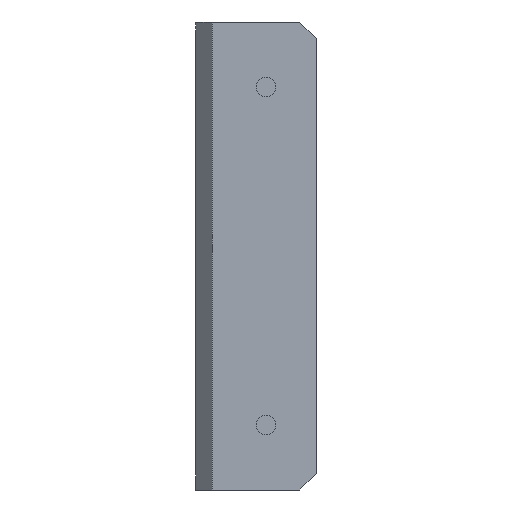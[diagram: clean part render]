
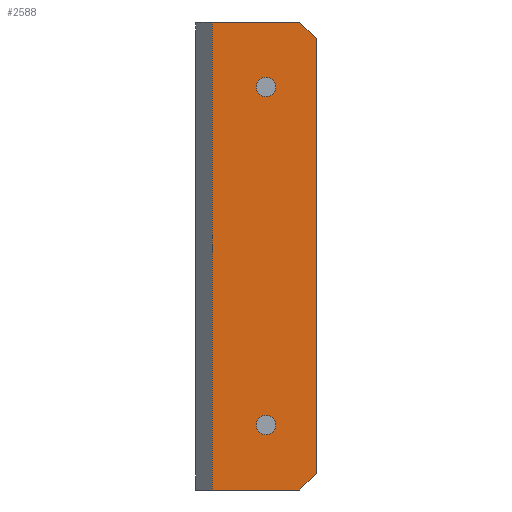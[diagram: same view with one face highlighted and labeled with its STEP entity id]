
A CAD part, front view. The second image highlights one B-rep face of the part: STEP entity #2588.
In plain terms, the highlighted planar face has unit normal (0, -1, 0).
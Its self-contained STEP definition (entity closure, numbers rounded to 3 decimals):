
#44 = PLANE('',#45);
#45 = AXIS2_PLACEMENT_3D('',#46,#47,#48);
#46 = CARTESIAN_POINT('',(3.169,31.816,72.));
#47 = DIRECTION('',(0.,0.,1.));
#48 = DIRECTION('',(1.,0.,0.));
#158 = PLANE('',#159);
#159 = AXIS2_PLACEMENT_3D('',#160,#161,#162);
#160 = CARTESIAN_POINT('',(3.169,31.816,0.));
#161 = DIRECTION('',(-0.,-0.,-1.));
#162 = DIRECTION('',(-1.,0.,0.));
#184 = PLANE('',#185);
#185 = AXIS2_PLACEMENT_3D('',#186,#187,#188);
#186 = CARTESIAN_POINT('',(-2.25,1.25,0.));
#187 = DIRECTION('',(0.707,0.707,0.));
#188 = DIRECTION('',(0.,0.,1.));
#900 = VERTEX_POINT('',#901);
#901 = CARTESIAN_POINT('',(-1.,0.,72.));
#922 = EDGE_CURVE('',#900,#923,#925,.T.);
#923 = VERTEX_POINT('',#924);
#924 = CARTESIAN_POINT('',(12.5,0.,72.));
#925 = SURFACE_CURVE('',#926,(#930,#937),.PCURVE_S1.);
#926 = LINE('',#927,#928);
#927 = CARTESIAN_POINT('',(-3.5,0.,72.));
#928 = VECTOR('',#929,1.);
#929 = DIRECTION('',(1.,0.,0.));
#930 = PCURVE('',#44,#931);
#931 = DEFINITIONAL_REPRESENTATION('',(#932),#936);
#932 = LINE('',#933,#934);
#933 = CARTESIAN_POINT('',(-6.669,-31.816));
#934 = VECTOR('',#935,1.);
#935 = DIRECTION('',(1.,0.));
#936 = ( GEOMETRIC_REPRESENTATION_CONTEXT(2) 
PARAMETRIC_REPRESENTATION_CONTEXT() REPRESENTATION_CONTEXT('2D SPACE',''
  ) );
#937 = PCURVE('',#938,#943);
#938 = PLANE('',#939);
#939 = AXIS2_PLACEMENT_3D('',#940,#941,#942);
#940 = CARTESIAN_POINT('',(-3.5,0.,0.));
#941 = DIRECTION('',(0.,1.,0.));
#942 = DIRECTION('',(0.,0.,1.));
#943 = DEFINITIONAL_REPRESENTATION('',(#944),#948);
#944 = LINE('',#945,#946);
#945 = CARTESIAN_POINT('',(72.,0.));
#946 = VECTOR('',#947,1.);
#947 = DIRECTION('',(0.,1.));
#948 = ( GEOMETRIC_REPRESENTATION_CONTEXT(2) 
PARAMETRIC_REPRESENTATION_CONTEXT() REPRESENTATION_CONTEXT('2D SPACE',''
  ) );
#966 = PLANE('',#967);
#967 = AXIS2_PLACEMENT_3D('',#968,#969,#970);
#968 = CARTESIAN_POINT('',(13.75,0.,70.75));
#969 = DIRECTION('',(0.707,0.,0.707));
#970 = DIRECTION('',(0.,-1.,0.));
#1646 = VERTEX_POINT('',#1647);
#1647 = CARTESIAN_POINT('',(-1.,0.,0.));
#1670 = EDGE_CURVE('',#1646,#900,#1671,.T.);
#1671 = SURFACE_CURVE('',#1672,(#1676,#1683),.PCURVE_S1.);
#1672 = LINE('',#1673,#1674);
#1673 = CARTESIAN_POINT('',(-1.,0.,0.));
#1674 = VECTOR('',#1675,1.);
#1675 = DIRECTION('',(0.,0.,1.));
#1676 = PCURVE('',#184,#1677);
#1677 = DEFINITIONAL_REPRESENTATION('',(#1678),#1682);
#1678 = LINE('',#1679,#1680);
#1679 = CARTESIAN_POINT('',(0.,1.768));
#1680 = VECTOR('',#1681,1.);
#1681 = DIRECTION('',(1.,0.));
#1682 = ( GEOMETRIC_REPRESENTATION_CONTEXT(2) 
PARAMETRIC_REPRESENTATION_CONTEXT() REPRESENTATION_CONTEXT('2D SPACE',''
  ) );
#1683 = PCURVE('',#938,#1684);
#1684 = DEFINITIONAL_REPRESENTATION('',(#1685),#1689);
#1685 = LINE('',#1686,#1687);
#1686 = CARTESIAN_POINT('',(0.,2.5));
#1687 = VECTOR('',#1688,1.);
#1688 = DIRECTION('',(1.,0.));
#1689 = ( GEOMETRIC_REPRESENTATION_CONTEXT(2) 
PARAMETRIC_REPRESENTATION_CONTEXT() REPRESENTATION_CONTEXT('2D SPACE',''
  ) );
#2163 = VERTEX_POINT('',#2164);
#2164 = CARTESIAN_POINT('',(12.5,0.,0.));
#2178 = PLANE('',#2179);
#2179 = AXIS2_PLACEMENT_3D('',#2180,#2181,#2182);
#2180 = CARTESIAN_POINT('',(13.75,0.,1.25));
#2181 = DIRECTION('',(0.707,0.,-0.707));
#2182 = DIRECTION('',(0.,1.,0.));
#2190 = EDGE_CURVE('',#1646,#2163,#2191,.T.);
#2191 = SURFACE_CURVE('',#2192,(#2196,#2203),.PCURVE_S1.);
#2192 = LINE('',#2193,#2194);
#2193 = CARTESIAN_POINT('',(-3.5,0.,0.));
#2194 = VECTOR('',#2195,1.);
#2195 = DIRECTION('',(1.,0.,0.));
#2196 = PCURVE('',#158,#2197);
#2197 = DEFINITIONAL_REPRESENTATION('',(#2198),#2202);
#2198 = LINE('',#2199,#2200);
#2199 = CARTESIAN_POINT('',(6.669,-31.816));
#2200 = VECTOR('',#2201,1.);
#2201 = DIRECTION('',(-1.,0.));
#2202 = ( GEOMETRIC_REPRESENTATION_CONTEXT(2) 
PARAMETRIC_REPRESENTATION_CONTEXT() REPRESENTATION_CONTEXT('2D SPACE',''
  ) );
#2203 = PCURVE('',#938,#2204);
#2204 = DEFINITIONAL_REPRESENTATION('',(#2205),#2209);
#2205 = LINE('',#2206,#2207);
#2206 = CARTESIAN_POINT('',(0.,0.));
#2207 = VECTOR('',#2208,1.);
#2208 = DIRECTION('',(0.,1.));
#2209 = ( GEOMETRIC_REPRESENTATION_CONTEXT(2) 
PARAMETRIC_REPRESENTATION_CONTEXT() REPRESENTATION_CONTEXT('2D SPACE',''
  ) );
#2588 = ADVANCED_FACE('',(#2589,#2666,#2697),#938,.F.);
#2589 = FACE_BOUND('',#2590,.F.);
#2590 = EDGE_LOOP('',(#2591,#2592,#2593,#2594,#2617,#2645));
#2591 = ORIENTED_EDGE('',*,*,#2190,.F.);
#2592 = ORIENTED_EDGE('',*,*,#1670,.T.);
#2593 = ORIENTED_EDGE('',*,*,#922,.T.);
#2594 = ORIENTED_EDGE('',*,*,#2595,.T.);
#2595 = EDGE_CURVE('',#923,#2596,#2598,.T.);
#2596 = VERTEX_POINT('',#2597);
#2597 = CARTESIAN_POINT('',(15.,0.,69.5));
#2598 = SURFACE_CURVE('',#2599,(#2603,#2610),.PCURVE_S1.);
#2599 = LINE('',#2600,#2601);
#2600 = CARTESIAN_POINT('',(27.125,0.,57.375));
#2601 = VECTOR('',#2602,1.);
#2602 = DIRECTION('',(0.707,0.,-0.707));
#2603 = PCURVE('',#938,#2604);
#2604 = DEFINITIONAL_REPRESENTATION('',(#2605),#2609);
#2605 = LINE('',#2606,#2607);
#2606 = CARTESIAN_POINT('',(57.375,30.625));
#2607 = VECTOR('',#2608,1.);
#2608 = DIRECTION('',(-0.707,0.707));
#2609 = ( GEOMETRIC_REPRESENTATION_CONTEXT(2) 
PARAMETRIC_REPRESENTATION_CONTEXT() REPRESENTATION_CONTEXT('2D SPACE',''
  ) );
#2610 = PCURVE('',#966,#2611);
#2611 = DEFINITIONAL_REPRESENTATION('',(#2612),#2616);
#2612 = LINE('',#2613,#2614);
#2613 = CARTESIAN_POINT('',(-0.,18.915));
#2614 = VECTOR('',#2615,1.);
#2615 = DIRECTION('',(-0.,1.));
#2616 = ( GEOMETRIC_REPRESENTATION_CONTEXT(2) 
PARAMETRIC_REPRESENTATION_CONTEXT() REPRESENTATION_CONTEXT('2D SPACE',''
  ) );
#2617 = ORIENTED_EDGE('',*,*,#2618,.F.);
#2618 = EDGE_CURVE('',#2619,#2596,#2621,.T.);
#2619 = VERTEX_POINT('',#2620);
#2620 = CARTESIAN_POINT('',(15.,0.,2.5));
#2621 = SURFACE_CURVE('',#2622,(#2626,#2633),.PCURVE_S1.);
#2622 = LINE('',#2623,#2624);
#2623 = CARTESIAN_POINT('',(15.,0.,0.));
#2624 = VECTOR('',#2625,1.);
#2625 = DIRECTION('',(0.,0.,1.));
#2626 = PCURVE('',#938,#2627);
#2627 = DEFINITIONAL_REPRESENTATION('',(#2628),#2632);
#2628 = LINE('',#2629,#2630);
#2629 = CARTESIAN_POINT('',(0.,18.5));
#2630 = VECTOR('',#2631,1.);
#2631 = DIRECTION('',(1.,0.));
#2632 = ( GEOMETRIC_REPRESENTATION_CONTEXT(2) 
PARAMETRIC_REPRESENTATION_CONTEXT() REPRESENTATION_CONTEXT('2D SPACE',''
  ) );
#2633 = PCURVE('',#2634,#2639);
#2634 = PLANE('',#2635);
#2635 = AXIS2_PLACEMENT_3D('',#2636,#2637,#2638);
#2636 = CARTESIAN_POINT('',(15.,0.,0.));
#2637 = DIRECTION('',(1.,0.,0.));
#2638 = DIRECTION('',(0.,0.,1.));
#2639 = DEFINITIONAL_REPRESENTATION('',(#2640),#2644);
#2640 = LINE('',#2641,#2642);
#2641 = CARTESIAN_POINT('',(0.,0.));
#2642 = VECTOR('',#2643,1.);
#2643 = DIRECTION('',(1.,0.));
#2644 = ( GEOMETRIC_REPRESENTATION_CONTEXT(2) 
PARAMETRIC_REPRESENTATION_CONTEXT() REPRESENTATION_CONTEXT('2D SPACE',''
  ) );
#2645 = ORIENTED_EDGE('',*,*,#2646,.F.);
#2646 = EDGE_CURVE('',#2163,#2619,#2647,.T.);
#2647 = SURFACE_CURVE('',#2648,(#2652,#2659),.PCURVE_S1.);
#2648 = LINE('',#2649,#2650);
#2649 = CARTESIAN_POINT('',(9.125,0.,-3.375));
#2650 = VECTOR('',#2651,1.);
#2651 = DIRECTION('',(0.707,0.,0.707));
#2652 = PCURVE('',#938,#2653);
#2653 = DEFINITIONAL_REPRESENTATION('',(#2654),#2658);
#2654 = LINE('',#2655,#2656);
#2655 = CARTESIAN_POINT('',(-3.375,12.625));
#2656 = VECTOR('',#2657,1.);
#2657 = DIRECTION('',(0.707,0.707));
#2658 = ( GEOMETRIC_REPRESENTATION_CONTEXT(2) 
PARAMETRIC_REPRESENTATION_CONTEXT() REPRESENTATION_CONTEXT('2D SPACE',''
  ) );
#2659 = PCURVE('',#2178,#2660);
#2660 = DEFINITIONAL_REPRESENTATION('',(#2661),#2665);
#2661 = LINE('',#2662,#2663);
#2662 = CARTESIAN_POINT('',(0.,-6.541));
#2663 = VECTOR('',#2664,1.);
#2664 = DIRECTION('',(0.,1.));
#2665 = ( GEOMETRIC_REPRESENTATION_CONTEXT(2) 
PARAMETRIC_REPRESENTATION_CONTEXT() REPRESENTATION_CONTEXT('2D SPACE',''
  ) );
#2666 = FACE_BOUND('',#2667,.F.);
#2667 = EDGE_LOOP('',(#2668));
#2668 = ORIENTED_EDGE('',*,*,#2669,.F.);
#2669 = EDGE_CURVE('',#2670,#2670,#2672,.T.);
#2670 = VERTEX_POINT('',#2671);
#2671 = CARTESIAN_POINT('',(8.8,0.,62.));
#2672 = SURFACE_CURVE('',#2673,(#2678,#2685),.PCURVE_S1.);
#2673 = CIRCLE('',#2674,1.5);
#2674 = AXIS2_PLACEMENT_3D('',#2675,#2676,#2677);
#2675 = CARTESIAN_POINT('',(7.3,0.,62.));
#2676 = DIRECTION('',(-0.,1.,0.));
#2677 = DIRECTION('',(1.,0.,0.));
#2678 = PCURVE('',#938,#2679);
#2679 = DEFINITIONAL_REPRESENTATION('',(#2680),#2684);
#2680 = CIRCLE('',#2681,1.5);
#2681 = AXIS2_PLACEMENT_2D('',#2682,#2683);
#2682 = CARTESIAN_POINT('',(62.,10.8));
#2683 = DIRECTION('',(0.,1.));
#2684 = ( GEOMETRIC_REPRESENTATION_CONTEXT(2) 
PARAMETRIC_REPRESENTATION_CONTEXT() REPRESENTATION_CONTEXT('2D SPACE',''
  ) );
#2685 = PCURVE('',#2686,#2691);
#2686 = CYLINDRICAL_SURFACE('',#2687,1.5);
#2687 = AXIS2_PLACEMENT_3D('',#2688,#2689,#2690);
#2688 = CARTESIAN_POINT('',(7.3,-1.,62.));
#2689 = DIRECTION('',(0.,1.,0.));
#2690 = DIRECTION('',(1.,0.,0.));
#2691 = DEFINITIONAL_REPRESENTATION('',(#2692),#2696);
#2692 = LINE('',#2693,#2694);
#2693 = CARTESIAN_POINT('',(0.,1.));
#2694 = VECTOR('',#2695,1.);
#2695 = DIRECTION('',(1.,0.));
#2696 = ( GEOMETRIC_REPRESENTATION_CONTEXT(2) 
PARAMETRIC_REPRESENTATION_CONTEXT() REPRESENTATION_CONTEXT('2D SPACE',''
  ) );
#2697 = FACE_BOUND('',#2698,.F.);
#2698 = EDGE_LOOP('',(#2699));
#2699 = ORIENTED_EDGE('',*,*,#2700,.F.);
#2700 = EDGE_CURVE('',#2701,#2701,#2703,.T.);
#2701 = VERTEX_POINT('',#2702);
#2702 = CARTESIAN_POINT('',(8.8,0.,10.));
#2703 = SURFACE_CURVE('',#2704,(#2709,#2716),.PCURVE_S1.);
#2704 = CIRCLE('',#2705,1.5);
#2705 = AXIS2_PLACEMENT_3D('',#2706,#2707,#2708);
#2706 = CARTESIAN_POINT('',(7.3,0.,10.));
#2707 = DIRECTION('',(-0.,1.,0.));
#2708 = DIRECTION('',(1.,0.,0.));
#2709 = PCURVE('',#938,#2710);
#2710 = DEFINITIONAL_REPRESENTATION('',(#2711),#2715);
#2711 = CIRCLE('',#2712,1.5);
#2712 = AXIS2_PLACEMENT_2D('',#2713,#2714);
#2713 = CARTESIAN_POINT('',(10.,10.8));
#2714 = DIRECTION('',(0.,1.));
#2715 = ( GEOMETRIC_REPRESENTATION_CONTEXT(2) 
PARAMETRIC_REPRESENTATION_CONTEXT() REPRESENTATION_CONTEXT('2D SPACE',''
  ) );
#2716 = PCURVE('',#2717,#2722);
#2717 = CYLINDRICAL_SURFACE('',#2718,1.5);
#2718 = AXIS2_PLACEMENT_3D('',#2719,#2720,#2721);
#2719 = CARTESIAN_POINT('',(7.3,-1.,10.));
#2720 = DIRECTION('',(0.,1.,0.));
#2721 = DIRECTION('',(1.,0.,0.));
#2722 = DEFINITIONAL_REPRESENTATION('',(#2723),#2727);
#2723 = LINE('',#2724,#2725);
#2724 = CARTESIAN_POINT('',(0.,1.));
#2725 = VECTOR('',#2726,1.);
#2726 = DIRECTION('',(1.,0.));
#2727 = ( GEOMETRIC_REPRESENTATION_CONTEXT(2) 
PARAMETRIC_REPRESENTATION_CONTEXT() REPRESENTATION_CONTEXT('2D SPACE',''
  ) );
